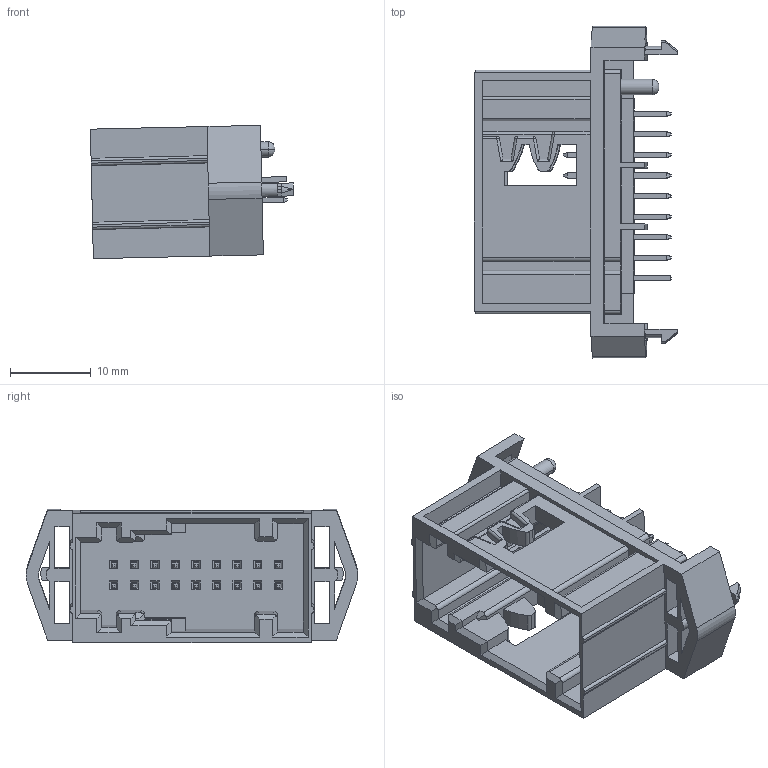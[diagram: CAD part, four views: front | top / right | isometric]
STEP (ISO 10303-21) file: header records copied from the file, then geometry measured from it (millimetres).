
FILE_DESCRIPTION (( 'STEP AP214' ), '1' );
FILE_NAME ('connector2.STEP', '2023-12-05T05:59:20', ( '' ), ( '' ), 'SwSTEP 2.0', 'SolidWorks 2018', '' );
FILE_SCHEMA (( 'AUTOMOTIVE_DESIGN' ));
Length unit declared in the file: millimetre
Products named in the file (1): connector2
Bounding box: 25.09 x 41 x 16.47 mm (x, y, z)
Volume: 3244.1 mm3; surface area: 6236.4 mm2
Topology: 1 solids, 1 shells, 725 faces, 1786 edges, 1092 vertices
Faces by surface type: plane 624, cylinder 88, sphere 8, cone 3, torus 2
Entity records: 20752 total; most frequent: CARTESIAN_POINT 3706, ORIENTED_EDGE 3566, DIRECTION 3349, EDGE_CURVE 1783, VECTOR 1599, LINE 1599, VERTEX_POINT 1092, AXIS2_PLACEMENT_3D 875
